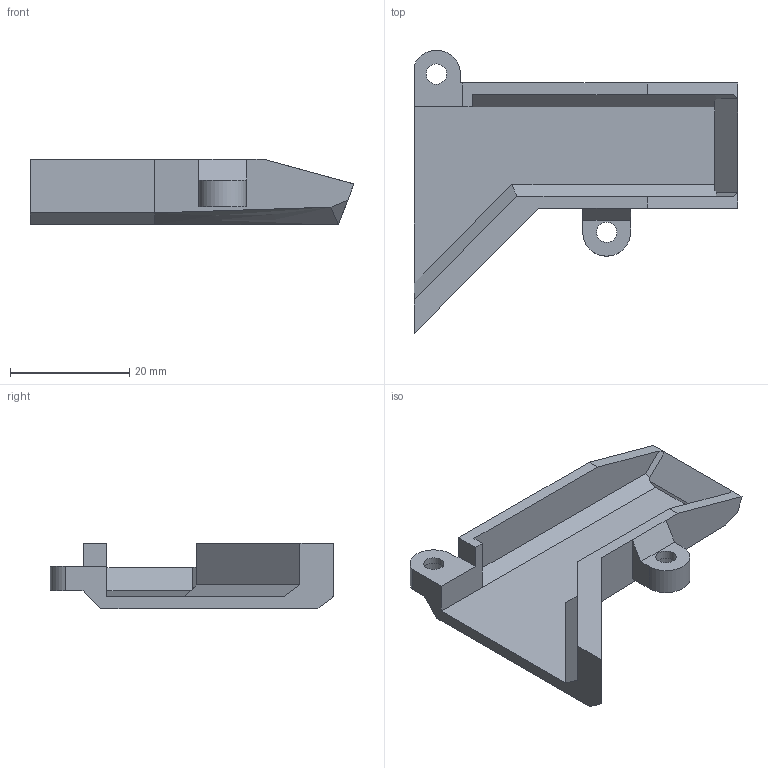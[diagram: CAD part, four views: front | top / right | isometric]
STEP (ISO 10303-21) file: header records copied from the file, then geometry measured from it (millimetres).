
FILE_DESCRIPTION(/* description */ (''),/* implementation_level */ '2;1');
FILE_NAME(/* name */ 'shirdalwirerun v10.step',/* time_stamp */ '2022-12-09T15:24:11-05:00',/* author */ (''),/* organization */ (''),/* preprocessor_version */ 'ST-DEVELOPER v19.2',/* originating_system */ 'Autodesk Translation Framework v11.17.0.187',/* authorisation */ '');
FILE_SCHEMA (('AUTOMOTIVE_DESIGN { 1 0 10303 214 3 1 1 }'));
Length unit declared in the file: millimetre
Products named in the file (1): shirdalwirerun
Bounding box: 54.23 x 47.5 x 11 mm (x, y, z)
Volume: 5209.1 mm3; surface area: 5273.4 mm2
Topology: 1 solids, 1 shells, 71 faces, 182 edges, 118 vertices
Faces by surface type: plane 51, cylinder 18, bspline 2
Full cylindrical faces by diameter (mm): 3.4 x2, 6 x2
Entity records: 2208 total; most frequent: CARTESIAN_POINT 408, ORIENTED_EDGE 364, DIRECTION 358, EDGE_CURVE 182, LINE 142, VECTOR 142, VERTEX_POINT 118, AXIS2_PLACEMENT_3D 108
